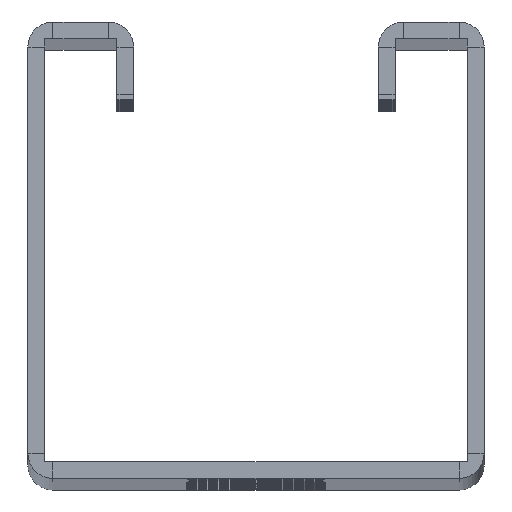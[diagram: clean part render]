
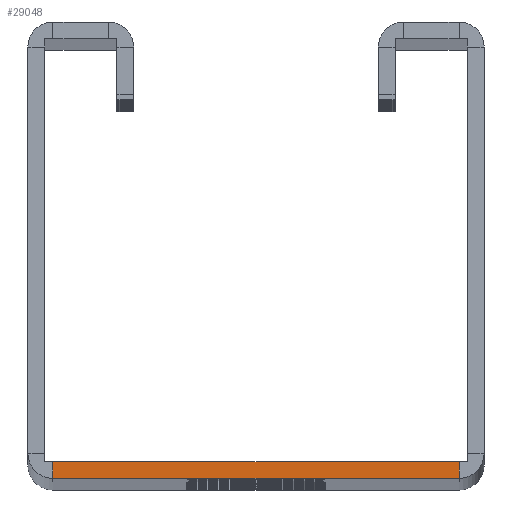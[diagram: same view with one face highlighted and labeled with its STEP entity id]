
A CAD part, top view. The second image highlights one B-rep face of the part: STEP entity #29048.
In plain terms, the highlighted planar face has unit normal (0, 0, 1).
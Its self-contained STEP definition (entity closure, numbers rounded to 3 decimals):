
#847 = CARTESIAN_POINT ( 'NONE',  ( -18.25, 0., 0. ) ) ;
#923 = DIRECTION ( 'NONE',  ( 1., 0., 0. ) ) ;
#1336 = ORIENTED_EDGE ( 'NONE', *, *, #36656, .F. ) ;
#3516 = LINE ( 'NONE', #27792, #13565 ) ;
#4525 = VECTOR ( 'NONE', #30462, 1000. ) ;
#4770 = EDGE_LOOP ( 'NONE', ( #33328, #24513, #16436, #1336 ) ) ;
#5065 = EDGE_CURVE ( 'NONE', #30859, #35787, #30194, .T. ) ;
#5077 = CARTESIAN_POINT ( 'NONE',  ( -18.25, 1.5, 0. ) ) ;
#8762 = LINE ( 'NONE', #11679, #12863 ) ;
#11679 = CARTESIAN_POINT ( 'NONE',  ( -18.25, 1.5, 0. ) ) ;
#12863 = VECTOR ( 'NONE', #17550, 1000. ) ;
#13028 = LINE ( 'NONE', #27305, #24504 ) ;
#13565 = VECTOR ( 'NONE', #15744, 1000. ) ;
#15118 = CARTESIAN_POINT ( 'NONE',  ( -13.25, 38.75, 0. ) ) ;
#15494 = PLANE ( 'NONE',  #37171 ) ;
#15561 = CARTESIAN_POINT ( 'NONE',  ( 0., 0., 0. ) ) ;
#15744 = DIRECTION ( 'NONE',  ( 0., -1., 0. ) ) ;
#16436 = ORIENTED_EDGE ( 'NONE', *, *, #5065, .F. ) ;
#16614 = EDGE_CURVE ( 'NONE', #19495, #35787, #8762, .T. ) ;
#17550 = DIRECTION ( 'NONE',  ( 0., -1., 0. ) ) ;
#19495 = VERTEX_POINT ( 'NONE', #5077 ) ;
#20416 = EDGE_CURVE ( 'NONE', #28628, #19495, #13028, .T. ) ;
#21386 = DIRECTION ( 'NONE',  ( 0., 0., 1. ) ) ;
#24504 = VECTOR ( 'NONE', #29909, 1000. ) ;
#24513 = ORIENTED_EDGE ( 'NONE', *, *, #16614, .T. ) ;
#27305 = CARTESIAN_POINT ( 'NONE',  ( 0., 1.5, 0. ) ) ;
#27792 = CARTESIAN_POINT ( 'NONE',  ( 18.25, 1.5, 0. ) ) ;
#28546 = CARTESIAN_POINT ( 'NONE',  ( 18.25, 0., 0. ) ) ;
#28628 = VERTEX_POINT ( 'NONE', #36356 ) ;
#29048 = ADVANCED_FACE ( 'NONE', ( #30898 ), #15494, .T. ) ;
#29909 = DIRECTION ( 'NONE',  ( -1., 0., 0. ) ) ;
#30194 = LINE ( 'NONE', #15561, #4525 ) ;
#30462 = DIRECTION ( 'NONE',  ( -1., 0., 0. ) ) ;
#30859 = VERTEX_POINT ( 'NONE', #28546 ) ;
#30898 = FACE_OUTER_BOUND ( 'NONE', #4770, .T. ) ;
#33328 = ORIENTED_EDGE ( 'NONE', *, *, #20416, .T. ) ;
#35787 = VERTEX_POINT ( 'NONE', #847 ) ;
#36356 = CARTESIAN_POINT ( 'NONE',  ( 18.25, 1.5, 0. ) ) ;
#36656 = EDGE_CURVE ( 'NONE', #28628, #30859, #3516, .T. ) ;
#37171 = AXIS2_PLACEMENT_3D ( 'NONE', #15118, #21386, #923 ) ;
